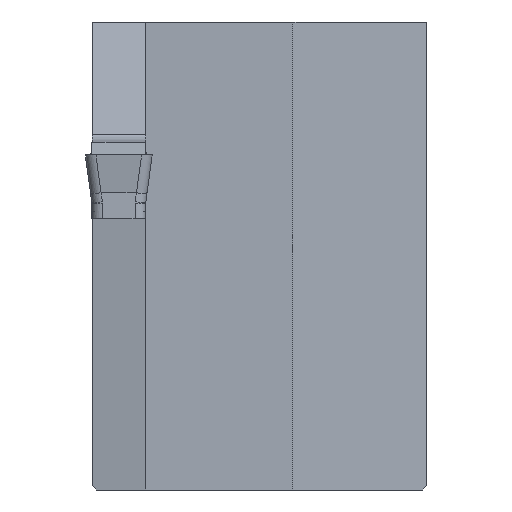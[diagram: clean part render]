
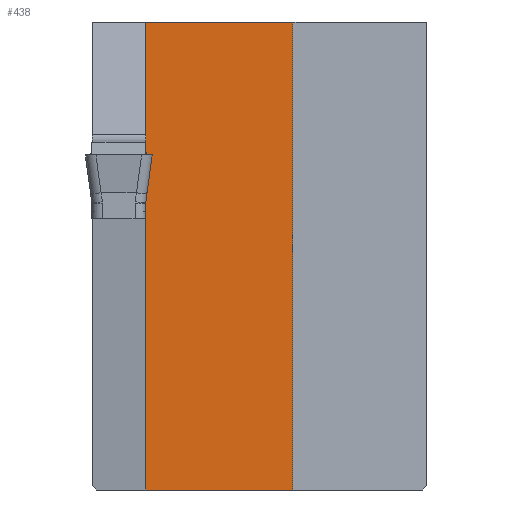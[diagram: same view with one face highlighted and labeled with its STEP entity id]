
A CAD part, left-side view. The second image highlights one B-rep face of the part: STEP entity #438.
In plain terms, the highlighted planar face has unit normal (-1, 0, 0).
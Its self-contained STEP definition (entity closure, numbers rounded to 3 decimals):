
#438=ADVANCED_FACE('',(#542),#503,.F.);
#503=PLANE('',#1550);
#542=FACE_OUTER_BOUND('',#607,.T.);
#607=EDGE_LOOP('',(#745,#746,#747,#748));
#745=ORIENTED_EDGE('',*,*,#1191,.T.);
#746=ORIENTED_EDGE('',*,*,#1201,.T.);
#747=ORIENTED_EDGE('',*,*,#1168,.F.);
#748=ORIENTED_EDGE('',*,*,#1162,.F.);
#1042=VERTEX_POINT('',#1849);
#1043=VERTEX_POINT('',#1851);
#1048=VERTEX_POINT('',#1863);
#1064=VERTEX_POINT('',#1906);
#1162=EDGE_CURVE('',#1042,#1043,#1341,.T.);
#1168=EDGE_CURVE('',#1043,#1048,#1346,.T.);
#1191=EDGE_CURVE('',#1042,#1064,#1368,.T.);
#1201=EDGE_CURVE('',#1064,#1048,#1378,.T.);
#1341=LINE('',#1850,#1442);
#1346=LINE('',#1862,#1447);
#1368=LINE('',#1907,#1469);
#1378=LINE('',#1925,#1479);
#1442=VECTOR('',#1613,1.);
#1447=VECTOR('',#1622,1.);
#1469=VECTOR('',#1656,1.);
#1479=VECTOR('',#1682,1.);
#1550=AXIS2_PLACEMENT_3D('',#1926,#1683,#1684);
#1613=DIRECTION('',(0.,0.,1.));
#1622=DIRECTION('',(0.,-1.,0.));
#1656=DIRECTION('',(0.,-1.,0.));
#1682=DIRECTION('',(0.,0.,1.));
#1683=DIRECTION('',(1.,0.,0.));
#1684=DIRECTION('',(0.,0.,-1.));
#1849=CARTESIAN_POINT('',(26.,-4.,-25.));
#1850=CARTESIAN_POINT('',(26.,-4.,-25.));
#1851=CARTESIAN_POINT('',(26.,-4.,10.));
#1862=CARTESIAN_POINT('',(26.,-29.5,10.));
#1863=CARTESIAN_POINT('',(26.,-15.,10.));
#1906=CARTESIAN_POINT('',(26.,-15.,-25.));
#1907=CARTESIAN_POINT('',(26.,-29.5,-25.));
#1925=CARTESIAN_POINT('',(26.,-15.,-25.));
#1926=CARTESIAN_POINT('',(26.,-29.5,-25.));
